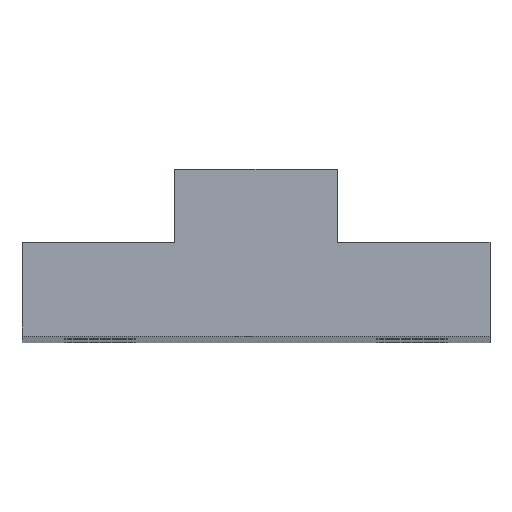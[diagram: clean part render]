
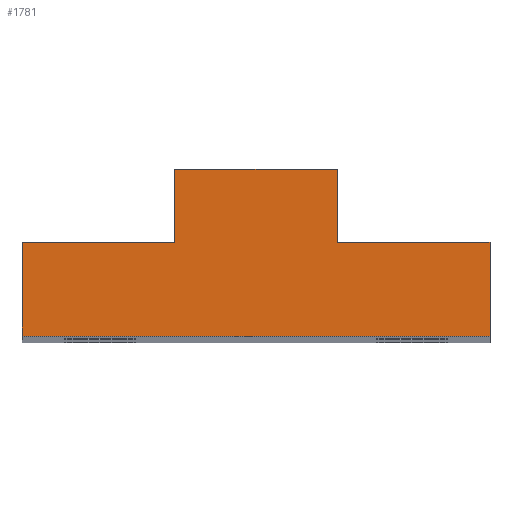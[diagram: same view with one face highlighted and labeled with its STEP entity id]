
A CAD part, top view. The second image highlights one B-rep face of the part: STEP entity #1781.
In plain terms, the highlighted planar face has unit normal (0, 0, 1).
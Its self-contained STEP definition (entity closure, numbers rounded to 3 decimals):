
#10 = EDGE_CURVE ( 'NONE', #832, #164, #1490, .T. ) ;
#12 = CARTESIAN_POINT ( 'NONE',  ( 0., 0., 250. ) ) ;
#22 = EDGE_CURVE ( 'NONE', #325, #832, #787, .T. ) ;
#74 = CARTESIAN_POINT ( 'NONE',  ( 0., 0., 250. ) ) ;
#105 = EDGE_LOOP ( 'NONE', ( #1816, #1540, #249, #808, #584, #1528, #1497, #1050 ) ) ;
#111 = VERTEX_POINT ( 'NONE', #603 ) ;
#131 = DIRECTION ( 'NONE',  ( 1., 0., 0. ) ) ;
#146 = EDGE_CURVE ( 'NONE', #111, #327, #1630, .T. ) ;
#158 = CARTESIAN_POINT ( 'NONE',  ( 30., 0., 250. ) ) ;
#164 = VERTEX_POINT ( 'NONE', #318 ) ;
#223 = CARTESIAN_POINT ( 'NONE',  ( 20.2, 6., 250. ) ) ;
#239 = LINE ( 'NONE', #1851, #455 ) ;
#249 = ORIENTED_EDGE ( 'NONE', *, *, #1582, .F. ) ;
#312 = LINE ( 'NONE', #1752, #925 ) ;
#318 = CARTESIAN_POINT ( 'NONE',  ( 9.8, 6., 250. ) ) ;
#325 = VERTEX_POINT ( 'NONE', #74 ) ;
#327 = VERTEX_POINT ( 'NONE', #1524 ) ;
#350 = DIRECTION ( 'NONE',  ( 1., 0., 0. ) ) ;
#400 = LINE ( 'NONE', #1137, #1224 ) ;
#419 = VECTOR ( 'NONE', #350, 1000. ) ;
#455 = VECTOR ( 'NONE', #1684, 1000. ) ;
#489 = DIRECTION ( 'NONE',  ( 0., 1., 0. ) ) ;
#569 = PLANE ( 'NONE',  #789 ) ;
#584 = ORIENTED_EDGE ( 'NONE', *, *, #22, .F. ) ;
#603 = CARTESIAN_POINT ( 'NONE',  ( 30., 0., 250. ) ) ;
#656 = CARTESIAN_POINT ( 'NONE',  ( 20.2, 10.7, 250. ) ) ;
#692 = DIRECTION ( 'NONE',  ( 0., 1., 0. ) ) ;
#701 = EDGE_CURVE ( 'NONE', #1698, #1568, #793, .T. ) ;
#728 = DIRECTION ( 'NONE',  ( -1., 0., 0. ) ) ;
#787 = LINE ( 'NONE', #1511, #1798 ) ;
#788 = VECTOR ( 'NONE', #131, 1000. ) ;
#789 = AXIS2_PLACEMENT_3D ( 'NONE', #12, #1769, #728 ) ;
#792 = EDGE_CURVE ( 'NONE', #934, #1568, #851, .T. ) ;
#793 = LINE ( 'NONE', #223, #1008 ) ;
#808 = ORIENTED_EDGE ( 'NONE', *, *, #10, .F. ) ;
#832 = VERTEX_POINT ( 'NONE', #1875 ) ;
#851 = LINE ( 'NONE', #1844, #788 ) ;
#925 = VECTOR ( 'NONE', #1304, 1000. ) ;
#927 = CARTESIAN_POINT ( 'NONE',  ( 0., 6., 250. ) ) ;
#934 = VERTEX_POINT ( 'NONE', #1543 ) ;
#1008 = VECTOR ( 'NONE', #489, 1000. ) ;
#1050 = ORIENTED_EDGE ( 'NONE', *, *, #1296, .F. ) ;
#1137 = CARTESIAN_POINT ( 'NONE',  ( 9.8, 6., 250. ) ) ;
#1192 = DIRECTION ( 'NONE',  ( 0., 1., 0. ) ) ;
#1195 = FACE_OUTER_BOUND ( 'NONE', #105, .T. ) ;
#1224 = VECTOR ( 'NONE', #692, 1000. ) ;
#1296 = EDGE_CURVE ( 'NONE', #1698, #327, #312, .T. ) ;
#1304 = DIRECTION ( 'NONE',  ( 1., 0., 0. ) ) ;
#1373 = DIRECTION ( 'NONE',  ( 0., 1., 0. ) ) ;
#1404 = CARTESIAN_POINT ( 'NONE',  ( 20.2, 6., 250. ) ) ;
#1490 = LINE ( 'NONE', #927, #419 ) ;
#1497 = ORIENTED_EDGE ( 'NONE', *, *, #146, .T. ) ;
#1511 = CARTESIAN_POINT ( 'NONE',  ( 0., 0., 250. ) ) ;
#1524 = CARTESIAN_POINT ( 'NONE',  ( 30., 6., 250. ) ) ;
#1528 = ORIENTED_EDGE ( 'NONE', *, *, #1598, .T. ) ;
#1540 = ORIENTED_EDGE ( 'NONE', *, *, #792, .F. ) ;
#1543 = CARTESIAN_POINT ( 'NONE',  ( 9.8, 10.7, 250. ) ) ;
#1568 = VERTEX_POINT ( 'NONE', #656 ) ;
#1582 = EDGE_CURVE ( 'NONE', #164, #934, #400, .T. ) ;
#1598 = EDGE_CURVE ( 'NONE', #325, #111, #239, .T. ) ;
#1630 = LINE ( 'NONE', #158, #1741 ) ;
#1684 = DIRECTION ( 'NONE',  ( 1., 0., 0. ) ) ;
#1698 = VERTEX_POINT ( 'NONE', #1404 ) ;
#1741 = VECTOR ( 'NONE', #1192, 1000. ) ;
#1752 = CARTESIAN_POINT ( 'NONE',  ( 20.2, 6., 250. ) ) ;
#1769 = DIRECTION ( 'NONE',  ( 0., 0., -1. ) ) ;
#1781 = ADVANCED_FACE ( 'NONE', ( #1195 ), #569, .F. ) ;
#1798 = VECTOR ( 'NONE', #1373, 1000. ) ;
#1816 = ORIENTED_EDGE ( 'NONE', *, *, #701, .T. ) ;
#1844 = CARTESIAN_POINT ( 'NONE',  ( 9.8, 10.7, 250. ) ) ;
#1851 = CARTESIAN_POINT ( 'NONE',  ( 0., 0., 250. ) ) ;
#1875 = CARTESIAN_POINT ( 'NONE',  ( 0., 6., 250. ) ) ;
